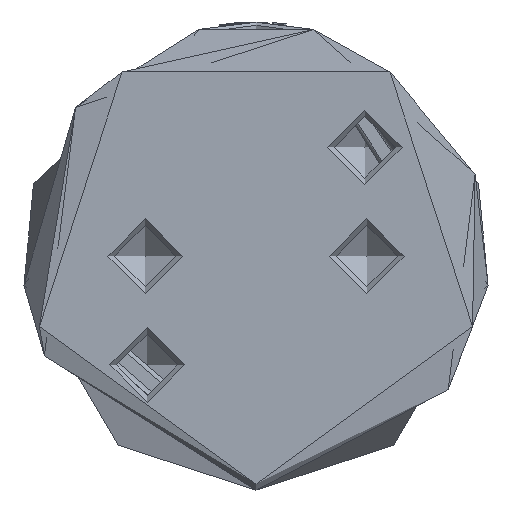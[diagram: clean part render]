
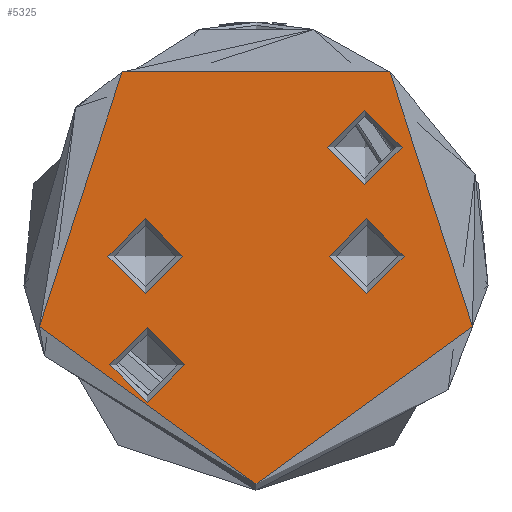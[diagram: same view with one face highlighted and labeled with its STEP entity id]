
A CAD part, front view. The second image highlights one B-rep face of the part: STEP entity #5325.
In plain terms, the highlighted face is planar.
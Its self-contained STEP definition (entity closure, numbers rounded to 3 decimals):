
#61 = DIRECTION ( 'NONE',  ( 1., 0., 0. ) ) ;
#267 = AXIS2_PLACEMENT_3D ( 'NONE', #2495, #5384, #2908 ) ;
#338 = VERTEX_POINT ( 'NONE', #5268 ) ;
#476 = CARTESIAN_POINT ( 'NONE',  ( 0., 19., 0. ) ) ;
#531 = CIRCLE ( 'NONE', #1956, 3.025 ) ;
#551 = FACE_OUTER_BOUND ( 'NONE', #3224, .T. ) ;
#664 = CARTESIAN_POINT ( 'NONE',  ( -18.5, 0., 0. ) ) ;
#668 = FACE_BOUND ( 'NONE', #1981, .T. ) ;
#893 = DIRECTION ( 'NONE',  ( -1., 0., 0. ) ) ;
#982 = CARTESIAN_POINT ( 'NONE',  ( 8.839, -8.839, 0. ) ) ;
#1043 = EDGE_LOOP ( 'NONE', ( #2828 ) ) ;
#1194 = AXIS2_PLACEMENT_3D ( 'NONE', #476, #3404, #893 ) ;
#1210 = CARTESIAN_POINT ( 'NONE',  ( 0., 9., 0. ) ) ;
#1235 = DIRECTION ( 'NONE',  ( 0., 0., 1. ) ) ;
#1240 = ORIENTED_EDGE ( 'NONE', *, *, #4949, .F. ) ;
#1250 = ORIENTED_EDGE ( 'NONE', *, *, #2899, .T. ) ;
#1409 = AXIS2_PLACEMENT_3D ( 'NONE', #982, #3904, #1413 ) ;
#1413 = DIRECTION ( 'NONE',  ( 1., 0., 0. ) ) ;
#1428 = CIRCLE ( 'NONE', #1409, 3.025 ) ;
#1503 = EDGE_CURVE ( 'NONE', #5189, #5189, #4831, .T. ) ;
#1578 = CIRCLE ( 'NONE', #267, 18.5 ) ;
#1587 = EDGE_CURVE ( 'NONE', #2984, #2984, #531, .T. ) ;
#1644 = DIRECTION ( 'NONE',  ( 1., 0., 0. ) ) ;
#1673 = FACE_BOUND ( 'NONE', #1043, .T. ) ;
#1707 = CIRCLE ( 'NONE', #3200, 3.025 ) ;
#1805 = FACE_BOUND ( 'NONE', #4081, .T. ) ;
#1898 = ORIENTED_EDGE ( 'NONE', *, *, #1587, .F. ) ;
#1956 = AXIS2_PLACEMENT_3D ( 'NONE', #3732, #1235, #4154 ) ;
#1981 = EDGE_LOOP ( 'NONE', ( #1898 ) ) ;
#2495 = CARTESIAN_POINT ( 'NONE',  ( 0., 0., 0. ) ) ;
#2589 = DIRECTION ( 'NONE',  ( 0., 0., 1. ) ) ;
#2784 = CARTESIAN_POINT ( 'NONE',  ( 11.864, -8.839, 0. ) ) ;
#2828 = ORIENTED_EDGE ( 'NONE', *, *, #1503, .F. ) ;
#2899 = EDGE_CURVE ( 'NONE', #4923, #4923, #1578, .T. ) ;
#2908 = DIRECTION ( 'NONE',  ( -1., 0., 0. ) ) ;
#2978 = PLANE ( 'NONE',  #1194 ) ;
#2984 = VERTEX_POINT ( 'NONE', #4414 ) ;
#3200 = AXIS2_PLACEMENT_3D ( 'NONE', #5076, #2589, #61 ) ;
#3224 = EDGE_LOOP ( 'NONE', ( #1250 ) ) ;
#3404 = DIRECTION ( 'NONE',  ( 0., 0., -1. ) ) ;
#3732 = CARTESIAN_POINT ( 'NONE',  ( 0., -9., 0. ) ) ;
#3904 = DIRECTION ( 'NONE',  ( 0., 0., 1. ) ) ;
#3976 = EDGE_LOOP ( 'NONE', ( #1240 ) ) ;
#3983 = CARTESIAN_POINT ( 'NONE',  ( 3.025, 9., 0. ) ) ;
#3999 = FACE_BOUND ( 'NONE', #3976, .T. ) ;
#4081 = EDGE_LOOP ( 'NONE', ( #4299 ) ) ;
#4129 = DIRECTION ( 'NONE',  ( 0., 0., 1. ) ) ;
#4154 = DIRECTION ( 'NONE',  ( 1., 0., 0. ) ) ;
#4289 = AXIS2_PLACEMENT_3D ( 'NONE', #1210, #4129, #1644 ) ;
#4299 = ORIENTED_EDGE ( 'NONE', *, *, #4866, .F. ) ;
#4414 = CARTESIAN_POINT ( 'NONE',  ( 3.025, -9., 0. ) ) ;
#4668 = VERTEX_POINT ( 'NONE', #2784 ) ;
#4831 = CIRCLE ( 'NONE', #4289, 3.025 ) ;
#4866 = EDGE_CURVE ( 'NONE', #338, #338, #1707, .T. ) ;
#4923 = VERTEX_POINT ( 'NONE', #664 ) ;
#4949 = EDGE_CURVE ( 'NONE', #4668, #4668, #1428, .T. ) ;
#5076 = CARTESIAN_POINT ( 'NONE',  ( -8.839, 8.839, 0. ) ) ;
#5189 = VERTEX_POINT ( 'NONE', #3983 ) ;
#5268 = CARTESIAN_POINT ( 'NONE',  ( -5.814, 8.839, 0. ) ) ;
#5325 = ADVANCED_FACE ( 'NONE', ( #1805, #1673, #668, #3999, #551 ), #2978, .F. ) ;
#5384 = DIRECTION ( 'NONE',  ( 0., 0., 1. ) ) ;
